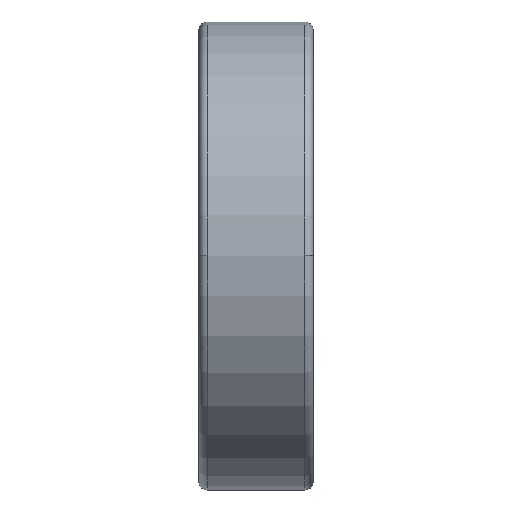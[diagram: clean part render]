
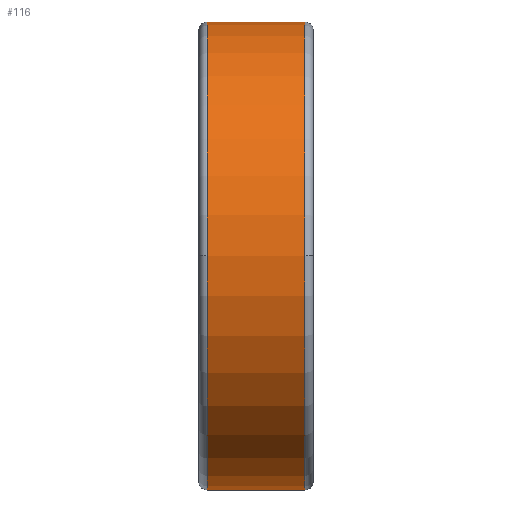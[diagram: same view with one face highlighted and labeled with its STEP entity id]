
A CAD part, top view. The second image highlights one B-rep face of the part: STEP entity #116.
In plain terms, the highlighted cylindrical face has radius 55 mm (diameter 110 mm), a partial arc.
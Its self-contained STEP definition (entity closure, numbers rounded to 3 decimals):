
#116=ADVANCED_FACE('',(#258),#259,.T.);
#258=FACE_OUTER_BOUND('',#550,.T.);
#259=CYLINDRICAL_SURFACE('',#551,55.0);
#550=EDGE_LOOP('',(#897,#898,#899,#900,#901,#902));
#551=AXIS2_PLACEMENT_3D('',#903,#904,#905);
#897=ORIENTED_EDGE('',*,*,#1853,.F.);
#898=ORIENTED_EDGE('',*,*,#1854,.T.);
#899=ORIENTED_EDGE('',*,*,#1855,.T.);
#900=ORIENTED_EDGE('',*,*,#1856,.F.);
#901=ORIENTED_EDGE('',*,*,#1857,.F.);
#902=ORIENTED_EDGE('',*,*,#1849,.F.);
#903=CARTESIAN_POINT('',(13.5,0.0,0.0));
#904=DIRECTION('',(1.0,0.0,0.0));
#905=DIRECTION('',(0.0,1.0,0.0));
#1849=EDGE_CURVE('',#2171,#2173,#2174,.T.);
#1853=EDGE_CURVE('',#2180,#2171,#2181,.T.);
#1854=EDGE_CURVE('',#2180,#2182,#2183,.T.);
#1855=EDGE_CURVE('',#2182,#2184,#2185,.T.);
#1856=EDGE_CURVE('',#2186,#2184,#2187,.T.);
#1857=EDGE_CURVE('',#2173,#2186,#2188,.T.);
#2171=VERTEX_POINT('',#2665);
#2173=VERTEX_POINT('',#2667);
#2174=CIRCLE('',#2668,55.0);
#2180=VERTEX_POINT('',#2674);
#2181=LINE('',#2675,#2676);
#2182=VERTEX_POINT('',#2677);
#2183=CIRCLE('',#2678,55.0);
#2184=VERTEX_POINT('',#2679);
#2185=CIRCLE('',#2680,55.0);
#2186=VERTEX_POINT('',#2681);
#2187=LINE('',#2682,#2683);
#2188=CIRCLE('',#2684,55.0);
#2665=CARTESIAN_POINT('',(25.0,55.0,0.0));
#2667=CARTESIAN_POINT('',(25.0,0.,55.0));
#2668=AXIS2_PLACEMENT_3D('',#3793,#3794,#3795);
#2674=CARTESIAN_POINT('',(2.0,55.0,0.0));
#2675=CARTESIAN_POINT('',(13.5,55.0,0.));
#2676=VECTOR('',#3805,1.0);
#2677=CARTESIAN_POINT('',(2.0,0.,55.0));
#2678=AXIS2_PLACEMENT_3D('',#3806,#3807,#3808);
#2679=CARTESIAN_POINT('',(2.0,-55.0,0.));
#2680=AXIS2_PLACEMENT_3D('',#3809,#3810,#3811);
#2681=CARTESIAN_POINT('',(25.0,-55.0,0.));
#2682=CARTESIAN_POINT('',(13.5,-55.0,0.));
#2683=VECTOR('',#3812,1.0);
#2684=AXIS2_PLACEMENT_3D('',#3813,#3814,#3815);
#3793=CARTESIAN_POINT('',(25.0,0.0,0.0));
#3794=DIRECTION('',(1.0,0.0,0.0));
#3795=DIRECTION('',(0.0,1.0,0.0));
#3805=DIRECTION('',(1.0,0.0,0.0));
#3806=CARTESIAN_POINT('',(2.0,0.0,0.0));
#3807=DIRECTION('',(1.0,0.0,0.0));
#3808=DIRECTION('',(0.0,1.0,0.0));
#3809=CARTESIAN_POINT('',(2.0,0.0,0.0));
#3810=DIRECTION('',(1.0,0.0,0.0));
#3811=DIRECTION('',(0.0,1.0,0.0));
#3812=DIRECTION('',(-1.0,-0.0,-0.0));
#3813=CARTESIAN_POINT('',(25.0,0.0,0.0));
#3814=DIRECTION('',(1.0,0.0,0.0));
#3815=DIRECTION('',(0.0,1.0,0.0));
